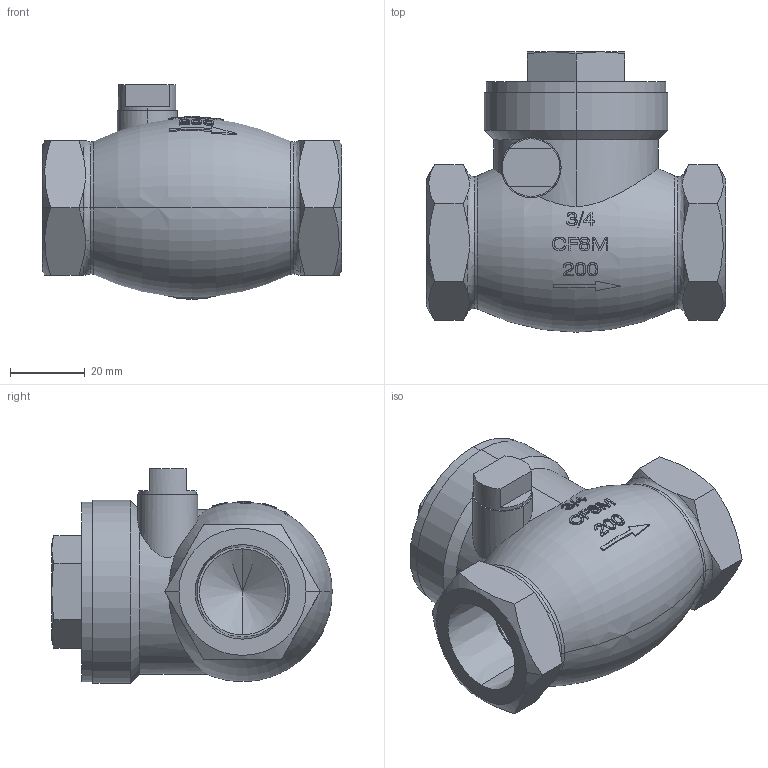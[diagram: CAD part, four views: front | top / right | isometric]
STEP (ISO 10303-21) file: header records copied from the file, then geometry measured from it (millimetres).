
FILE_DESCRIPTION (( 'STEP AP203' ), '1' );
FILE_NAME ('SC-200-DN20.STEP', '2013-12-02T06:46:18', ( '' ), ( '' ), 'SwSTEP 2.0', 'SolidWorks 2010', '' );
FILE_SCHEMA (( 'CONFIG_CONTROL_DESIGN' ));
Length unit declared in the file: millimetre
Products named in the file (1): SC-200-DN20
Bounding box: 80 x 75 x 57.5 mm (x, y, z)
Volume: 132408.3 mm3; surface area: 22667.5 mm2
Topology: 1 solids, 1 shells, 235 faces, 605 edges, 391 vertices
Faces by surface type: plane 94, bspline 65, cone 35, torus 26, cylinder 15
Entity records: 13624 total; most frequent: CARTESIAN_POINT 8486, ORIENTED_EDGE 1202, DIRECTION 787, EDGE_CURVE 601, VERTEX_POINT 391, AXIS2_PLACEMENT_3D 298, B_SPLINE_CURVE_WITH_KNOTS 283, EDGE_LOOP 258
